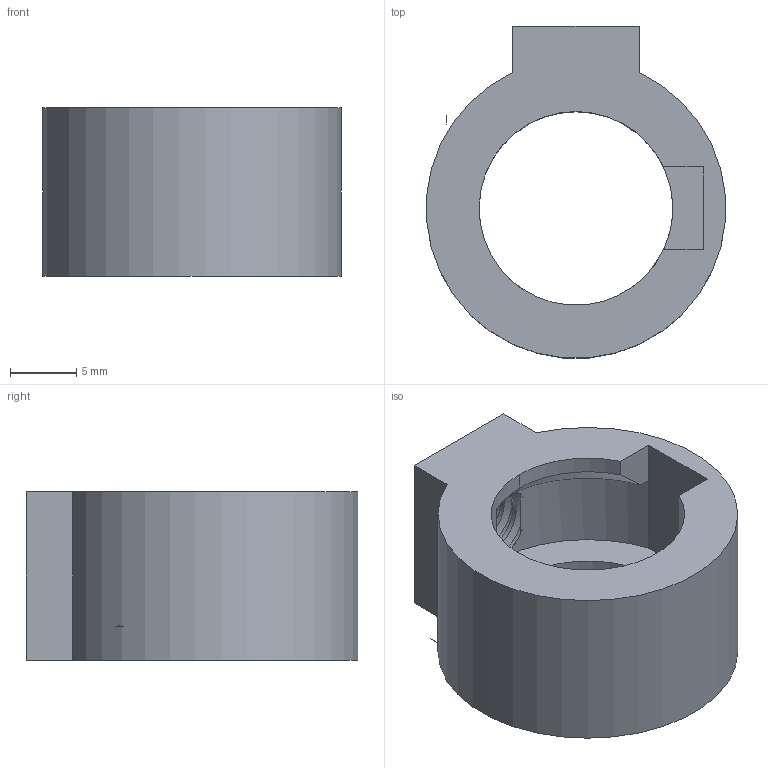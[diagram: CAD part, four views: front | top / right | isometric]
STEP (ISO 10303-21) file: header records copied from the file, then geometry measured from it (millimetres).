
FILE_DESCRIPTION(/* description */ (''),/* implementation_level */ '2;1');
FILE_NAME(/* name */ '(M)Laser_Pen_OnOff_Toggle v2.step',/* time_stamp */ '2021-05-14T07:49:02-05:00',/* author */ (''),/* organization */ (''),/* preprocessor_version */ 'ST-DEVELOPER v18.1',/* originating_system */ 'Autodesk Translation Framework v10.6.0.1341',/* authorisation */ '');
FILE_SCHEMA (('AUTOMOTIVE_DESIGN { 1 0 10303 214 3 1 1 }'));
Length unit declared in the file: millimetre
Products named in the file (1): (M)Laser_Pen_OnOff_Toggle
Bounding box: 22.52 x 25 x 12.7 mm (x, y, z)
Volume: 2774.4 mm3; surface area: 2271 mm2
Topology: 2 solids, 2 shells, 33 faces, 88 edges, 59 vertices
Faces by surface type: plane 14, cylinder 12, bspline 5, cone 2
Full cylindrical faces by diameter (mm): 5.518 x1, 6.55 x1, 14.6 x1
Entity records: 2505 total; most frequent: CARTESIAN_POINT 1675, ORIENTED_EDGE 176, DIRECTION 139, EDGE_CURVE 88, VERTEX_POINT 59, AXIS2_PLACEMENT_3D 51, EDGE_LOOP 37, LINE 37
